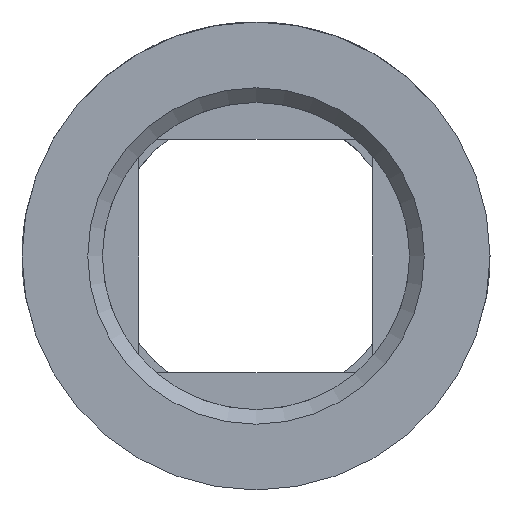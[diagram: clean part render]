
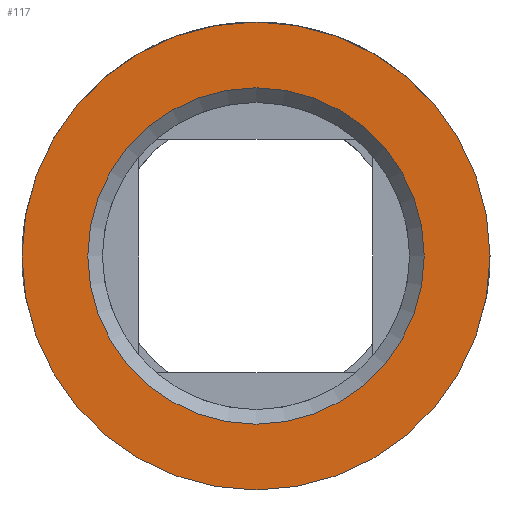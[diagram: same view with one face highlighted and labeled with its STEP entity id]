
A CAD part, left-side view. The second image highlights one B-rep face of the part: STEP entity #117.
In plain terms, the highlighted planar face has unit normal (-1, 0, 0).
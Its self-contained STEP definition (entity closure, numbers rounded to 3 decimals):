
#117 = ADVANCED_FACE( '', ( #245, #246 ), #247, .T. );
#245 = FACE_BOUND( '', #382, .T. );
#246 = FACE_OUTER_BOUND( '', #383, .T. );
#247 = PLANE( '', #384 );
#382 = EDGE_LOOP( '', ( #654 ) );
#383 = EDGE_LOOP( '', ( #655 ) );
#384 = AXIS2_PLACEMENT_3D( '', #656, #657, #658 );
#654 = ORIENTED_EDGE( '', *, *, #879, .T. );
#655 = ORIENTED_EDGE( '', *, *, #882, .T. );
#656 = CARTESIAN_POINT( '', ( -7., 8., 0. ) );
#657 = DIRECTION( '', ( -1., 0., 0. ) );
#658 = DIRECTION( '', ( 0., 0., 1. ) );
#879 = EDGE_CURVE( '', #1074, #1074, #1075, .F. );
#882 = EDGE_CURVE( '', #1079, #1079, #1080, .T. );
#1074 = VERTEX_POINT( '', #1470 );
#1075 = CIRCLE( '', #1471, 5.75 );
#1079 = VERTEX_POINT( '', #1475 );
#1080 = CIRCLE( '', #1476, 8. );
#1470 = CARTESIAN_POINT( '', ( -7., 0., 5.75 ) );
#1471 = AXIS2_PLACEMENT_3D( '', #1629, #1630, #1631 );
#1475 = CARTESIAN_POINT( '', ( -7., 0., 8. ) );
#1476 = AXIS2_PLACEMENT_3D( '', #1635, #1636, #1637 );
#1629 = CARTESIAN_POINT( '', ( -7., 0., 0. ) );
#1630 = DIRECTION( '', ( -1., 0., 0. ) );
#1631 = DIRECTION( '', ( 0., 0., 1. ) );
#1635 = CARTESIAN_POINT( '', ( -7., 0., 0. ) );
#1636 = DIRECTION( '', ( -1., 0., 0. ) );
#1637 = DIRECTION( '', ( 0., 0., 1. ) );
